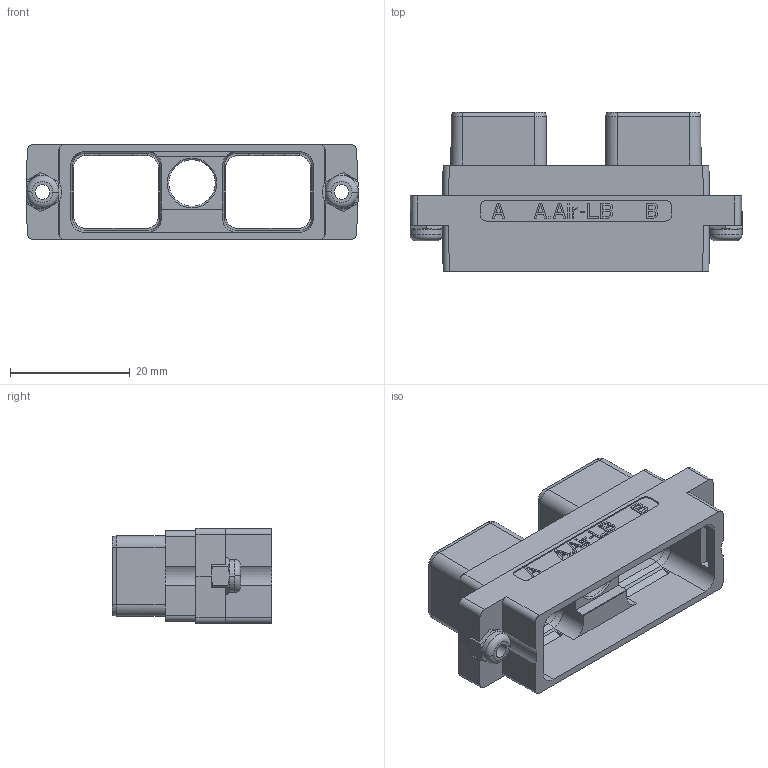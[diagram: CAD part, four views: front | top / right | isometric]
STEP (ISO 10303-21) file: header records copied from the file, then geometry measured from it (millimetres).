
FILE_DESCRIPTION((''),'2;1');
FILE_NAME('SIM2B42V','2019-09-13T',('presta_be4'),(''),'PRO/ENGINEER BY PARAMETRIC TECHNOLOGY CORPORATION, 2014310','PRO/ENGINEER BY PARAMETRIC TECHNOLOGY CORPORATION, 2014310','');
FILE_SCHEMA(('CONFIG_CONTROL_DESIGN'));
Length unit declared in the file: millimetre
Products named in the file (1): SIM2B42V
Bounding box: 55.5 x 26.69 x 15.93 mm (x, y, z)
Volume: 5510.8 mm3; surface area: 7461.4 mm2
Topology: 1 solids, 1 shells, 698 faces, 1878 edges, 1220 vertices
Faces by surface type: plane 550, cylinder 90, cone 32, bspline 20, torus 6
Entity records: 27227 total; most frequent: CARTESIAN_POINT 9948, ORIENTED_EDGE 3756, DIRECTION 3237, EDGE_CURVE 1878, VECTOR 1539, LINE 1539, VERTEX_POINT 1220, AXIS2_PLACEMENT_3D 849
